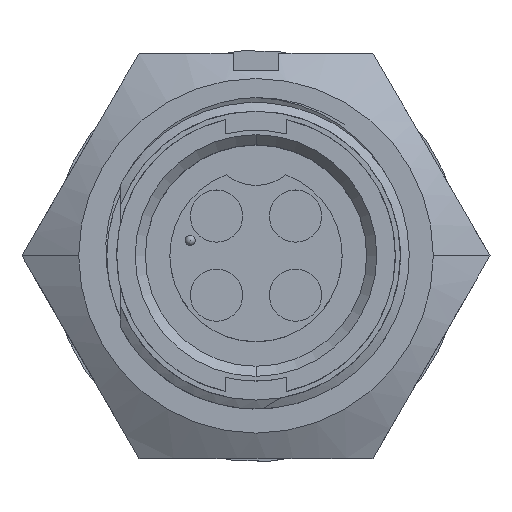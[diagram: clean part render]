
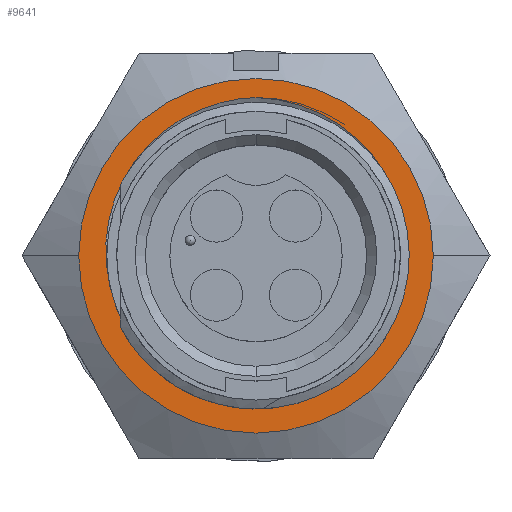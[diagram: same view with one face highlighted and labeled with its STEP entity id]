
A CAD part, top view. The second image highlights one B-rep face of the part: STEP entity #9641.
In plain terms, the highlighted planar face has unit normal (0, 0, 1).
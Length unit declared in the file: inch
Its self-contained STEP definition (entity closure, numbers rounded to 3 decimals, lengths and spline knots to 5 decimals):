
#1162 = EDGE_LOOP ( 'NONE', ( #10204, #10024 ) ) ;
#1445 = VERTEX_POINT ( 'NONE', #10309 ) ;
#1513 = VERTEX_POINT ( 'NONE', #10361 ) ;
#1557 = VERTEX_POINT ( 'NONE', #10384 ) ;
#2585 = B_SPLINE_CURVE_WITH_KNOTS ( 'NONE', 3,
 ( #8991, #8992, #8993, #8994, #8995, #8996, #8997, #8998, #8999, #9000, #9001, #9002, #9003, #9004, #9005, #9006, #9007, #9008, #9009, #9010 ),
 .UNSPECIFIED., .F., .F.,
 ( 4, 2, 2, 2, 2, 2, 2, 2, 2, 4 ),
 ( 0., 0.00086, 0.00171, 0.00343, 0.00514, 0.00685, 0.00856, 0.01028, 0.01199, 0.0137 ),
 .UNSPECIFIED. ) ;
#2608 = B_SPLINE_CURVE_WITH_KNOTS ( 'NONE', 3,
 ( #9069, #9070, #9071, #9072, #9073, #9074, #9075, #9076, #9077, #9078, #9079, #9080, #9081, #9082, #9083, #9084, #9085, #9086, #9087, #9088 ),
 .UNSPECIFIED., .F., .F.,
 ( 4, 2, 2, 2, 2, 2, 2, 2, 2, 4 ),
 ( 0., 0.00086, 0.00171, 0.00343, 0.00514, 0.00685, 0.00856, 0.01028, 0.01199, 0.0137 ),
 .UNSPECIFIED. ) ;
#2772 = PLANE ( 'NONE',  #10831 ) ;
#2773 = CARTESIAN_POINT ( 'NONE',  ( -0.23094, -0.4, -0.319 ) ) ;
#2774 = DIRECTION ( 'NONE',  ( 0., 0., -1. ) ) ;
#2775 = DIRECTION ( 'NONE',  ( -1., 0., 0. ) ) ;
#3528 = CARTESIAN_POINT ( 'NONE',  ( 0., 0., -0.319 ) ) ;
#3529 = DIRECTION ( 'NONE',  ( 0., 0., 1. ) ) ;
#3530 = DIRECTION ( 'NONE',  ( 1., 0., 0. ) ) ;
#4255 = CIRCLE ( 'NONE', #4256, 0.35 ) ;
#4256 = AXIS2_PLACEMENT_3D ( 'NONE', #9289, #9290, #9291 ) ;
#5246 = CARTESIAN_POINT ( 'NONE',  ( 0., 0., -0.319 ) ) ;
#5247 = DIRECTION ( 'NONE',  ( 0., 0., -1. ) ) ;
#5248 = DIRECTION ( 'NONE',  ( -1., 0., 0. ) ) ;
#8178 = EDGE_LOOP ( 'NONE', ( #10075, #10099, #10005 ) ) ;
#8720 = CARTESIAN_POINT ( 'NONE',  ( -0.28876, -0.05788, -0.319 ) ) ;
#8823 = CARTESIAN_POINT ( 'NONE',  ( 0., 0.3125, -0.319 ) ) ;
#8991 = CARTESIAN_POINT ( 'NONE',  ( -0.28876, -0.05788, -0.319 ) ) ;
#8992 = CARTESIAN_POINT ( 'NONE',  ( -0.29136, -0.04691, -0.319 ) ) ;
#8993 = CARTESIAN_POINT ( 'NONE',  ( -0.29331, -0.03584, -0.319 ) ) ;
#8994 = CARTESIAN_POINT ( 'NONE',  ( -0.29594, -0.01351, -0.319 ) ) ;
#8995 = CARTESIAN_POINT ( 'NONE',  ( -0.2966, -0.00224, -0.319 ) ) ;
#8996 = CARTESIAN_POINT ( 'NONE',  ( -0.2967, 0.03127, -0.319 ) ) ;
#8997 = CARTESIAN_POINT ( 'NONE',  ( -0.2943, 0.05346, -0.319 ) ) ;
#8998 = CARTESIAN_POINT ( 'NONE',  ( -0.28445, 0.09743, -0.319 ) ) ;
#8999 = CARTESIAN_POINT ( 'NONE',  ( -0.27717, 0.11846, -0.319 ) ) ;
#9000 = CARTESIAN_POINT ( 'NONE',  ( -0.25809, 0.15867, -0.319 ) ) ;
#9001 = CARTESIAN_POINT ( 'NONE',  ( -0.24611, 0.178, -0.319 ) ) ;
#9002 = CARTESIAN_POINT ( 'NONE',  ( -0.21858, 0.21298, -0.319 ) ) ;
#9003 = CARTESIAN_POINT ( 'NONE',  ( -0.20298, 0.22885, -0.319 ) ) ;
#9004 = CARTESIAN_POINT ( 'NONE',  ( -0.16811, 0.25734, -0.319 ) ) ;
#9005 = CARTESIAN_POINT ( 'NONE',  ( -0.14941, 0.26946, -0.319 ) ) ;
#9006 = CARTESIAN_POINT ( 'NONE',  ( -0.10971, 0.28953, -0.319 ) ) ;
#9007 = CARTESIAN_POINT ( 'NONE',  ( -0.0885, 0.29751, -0.319 ) ) ;
#9008 = CARTESIAN_POINT ( 'NONE',  ( -0.04496, 0.30862, -0.319 ) ) ;
#9009 = CARTESIAN_POINT ( 'NONE',  ( -0.02252, 0.3118, -0.319 ) ) ;
#9010 = CARTESIAN_POINT ( 'NONE',  ( 0., 0.3125, -0.319 ) ) ;
#9069 = CARTESIAN_POINT ( 'NONE',  ( 0., 0.3125, -0.319 ) ) ;
#9070 = CARTESIAN_POINT ( 'NONE',  ( 0.01126, 0.31215, -0.319 ) ) ;
#9071 = CARTESIAN_POINT ( 'NONE',  ( 0.02246, 0.31119, -0.319 ) ) ;
#9072 = CARTESIAN_POINT ( 'NONE',  ( 0.04473, 0.30804, -0.319 ) ) ;
#9073 = CARTESIAN_POINT ( 'NONE',  ( 0.0558, 0.30585, -0.319 ) ) ;
#9074 = CARTESIAN_POINT ( 'NONE',  ( 0.08828, 0.29757, -0.319 ) ) ;
#9075 = CARTESIAN_POINT ( 'NONE',  ( 0.1092, 0.28976, -0.319 ) ) ;
#9076 = CARTESIAN_POINT ( 'NONE',  ( 0.14943, 0.26947, -0.319 ) ) ;
#9077 = CARTESIAN_POINT ( 'NONE',  ( 0.16807, 0.25734, -0.319 ) ) ;
#9078 = CARTESIAN_POINT ( 'NONE',  ( 0.20255, 0.22923, -0.319 ) ) ;
#9079 = CARTESIAN_POINT ( 'NONE',  ( 0.21849, 0.2131, -0.319 ) ) ;
#9080 = CARTESIAN_POINT ( 'NONE',  ( 0.24626, 0.1778, -0.319 ) ) ;
#9081 = CARTESIAN_POINT ( 'NONE',  ( 0.25816, 0.15857, -0.319 ) ) ;
#9082 = CARTESIAN_POINT ( 'NONE',  ( 0.27742, 0.11786, -0.319 ) ) ;
#9083 = CARTESIAN_POINT ( 'NONE',  ( 0.28463, 0.09675, -0.319 ) ) ;
#9084 = CARTESIAN_POINT ( 'NONE',  ( 0.2943, 0.05334, -0.319 ) ) ;
#9085 = CARTESIAN_POINT ( 'NONE',  ( 0.29673, 0.03074, -0.319 ) ) ;
#9086 = CARTESIAN_POINT ( 'NONE',  ( 0.29654, -0.01383, -0.319 ) ) ;
#9087 = CARTESIAN_POINT ( 'NONE',  ( 0.29395, -0.03594, -0.319 ) ) ;
#9088 = CARTESIAN_POINT ( 'NONE',  ( 0.28876, -0.05788, -0.319 ) ) ;
#9289 = CARTESIAN_POINT ( 'NONE',  ( 0., 0., -0.319 ) ) ;
#9290 = DIRECTION ( 'NONE',  ( 0., 0., -1. ) ) ;
#9291 = DIRECTION ( 'NONE',  ( -1., 0., 0. ) ) ;
#9641 = ADVANCED_FACE ( 'NONE', ( #10777, #10813 ), #2772, .F. ) ;
#9715 = EDGE_CURVE ( 'NONE', #10891, #1513, #11256, .T. ) ;
#9833 = EDGE_CURVE ( 'NONE', #1557, #1445, #11571, .T. ) ;
#10005 = ORIENTED_EDGE ( 'NONE', *, *, #9715, .F. ) ;
#10024 = ORIENTED_EDGE ( 'NONE', *, *, #11483, .F. ) ;
#10075 = ORIENTED_EDGE ( 'NONE', *, *, #11430, .T. ) ;
#10099 = ORIENTED_EDGE ( 'NONE', *, *, #11445, .T. ) ;
#10204 = ORIENTED_EDGE ( 'NONE', *, *, #9833, .F. ) ;
#10309 = CARTESIAN_POINT ( 'NONE',  ( 0.35, 0., -0.319 ) ) ;
#10361 = CARTESIAN_POINT ( 'NONE',  ( 0.28876, -0.05788, -0.319 ) ) ;
#10384 = CARTESIAN_POINT ( 'NONE',  ( -0.35, 0., -0.319 ) ) ;
#10777 = FACE_BOUND ( 'NONE', #8178, .T. ) ;
#10813 = FACE_OUTER_BOUND ( 'NONE', #1162, .T. ) ;
#10831 = AXIS2_PLACEMENT_3D ( 'NONE', #2773, #2774, #2775 ) ;
#10891 = VERTEX_POINT ( 'NONE', #8720 ) ;
#11052 = VERTEX_POINT ( 'NONE', #8823 ) ;
#11256 = CIRCLE ( 'NONE', #11260, 0.2945 ) ;
#11260 = AXIS2_PLACEMENT_3D ( 'NONE', #3528, #3529, #3530 ) ;
#11430 = EDGE_CURVE ( 'NONE', #10891, #11052, #2585, .T. ) ;
#11445 = EDGE_CURVE ( 'NONE', #11052, #1513, #2608, .T. ) ;
#11483 = EDGE_CURVE ( 'NONE', #1445, #1557, #4255, .T. ) ;
#11571 = CIRCLE ( 'NONE', #11575, 0.35 ) ;
#11575 = AXIS2_PLACEMENT_3D ( 'NONE', #5246, #5247, #5248 ) ;
